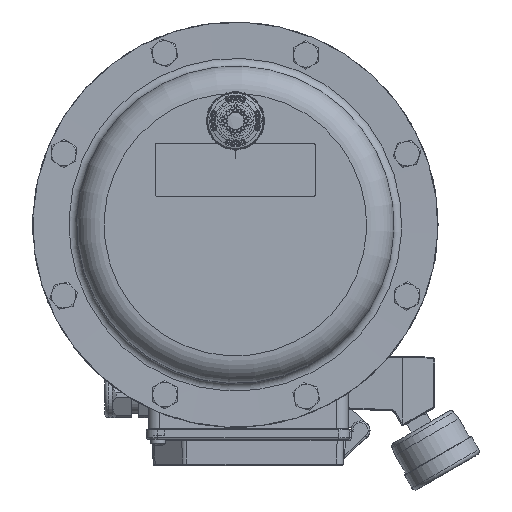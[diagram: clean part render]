
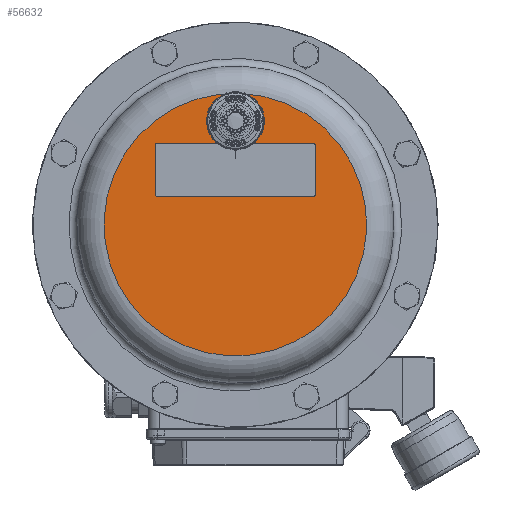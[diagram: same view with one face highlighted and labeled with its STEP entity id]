
A CAD part, top view. The second image highlights one B-rep face of the part: STEP entity #56632.
In plain terms, the highlighted planar face has unit normal (0, 0, 1).
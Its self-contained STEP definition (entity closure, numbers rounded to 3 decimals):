
#4626=FACE_BOUND('',#9086,.T.);
#4627=FACE_BOUND('',#9087,.T.);
#5733=FACE_OUTER_BOUND('',#9085,.T.);
#9085=EDGE_LOOP('',(#39486));
#9086=EDGE_LOOP('',(#39487,#39488,#39489,#39490,#39491,#39492,#39493,#39494));
#9087=EDGE_LOOP('',(#39495,#39496));
#12143=CIRCLE('',#59954,10.35);
#12215=CIRCLE('',#60054,69.65);
#12488=CIRCLE('',#60681,1.);
#12489=CIRCLE('',#60684,1.);
#12490=CIRCLE('',#60687,1.);
#12491=CIRCLE('',#60690,1.);
#12492=CIRCLE('',#60740,10.35);
#14909=LINE('',#96815,#18127);
#14913=LINE('',#96824,#18131);
#14916=LINE('',#96832,#18134);
#14919=LINE('',#96840,#18137);
#18127=VECTOR('',#68638,1000.);
#18131=VECTOR('',#68648,1000.);
#18134=VECTOR('',#68657,1000.);
#18137=VECTOR('',#68666,1000.);
#21753=VERTEX_POINT('',#92966);
#21754=VERTEX_POINT('',#92967);
#21842=VERTEX_POINT('',#93557);
#22400=VERTEX_POINT('',#96813);
#22401=VERTEX_POINT('',#96814);
#22402=VERTEX_POINT('',#96819);
#22403=VERTEX_POINT('',#96823);
#22404=VERTEX_POINT('',#96827);
#22405=VERTEX_POINT('',#96831);
#22406=VERTEX_POINT('',#96835);
#22407=VERTEX_POINT('',#96839);
#27518=EDGE_CURVE('',#21753,#21754,#12143,.T.);
#27638=EDGE_CURVE('',#21842,#21842,#12215,.T.);
#28531=EDGE_CURVE('',#22400,#22401,#14909,.T.);
#28534=EDGE_CURVE('',#22401,#22402,#12488,.T.);
#28536=EDGE_CURVE('',#22402,#22403,#14913,.T.);
#28538=EDGE_CURVE('',#22403,#22404,#12489,.T.);
#28540=EDGE_CURVE('',#22404,#22405,#14916,.T.);
#28542=EDGE_CURVE('',#22405,#22406,#12490,.T.);
#28544=EDGE_CURVE('',#22406,#22407,#14919,.T.);
#28546=EDGE_CURVE('',#22407,#22400,#12491,.T.);
#28619=EDGE_CURVE('',#21754,#21753,#12492,.T.);
#39486=ORIENTED_EDGE('',*,*,#27638,.F.);
#39487=ORIENTED_EDGE('',*,*,#28546,.F.);
#39488=ORIENTED_EDGE('',*,*,#28544,.F.);
#39489=ORIENTED_EDGE('',*,*,#28542,.F.);
#39490=ORIENTED_EDGE('',*,*,#28540,.F.);
#39491=ORIENTED_EDGE('',*,*,#28538,.F.);
#39492=ORIENTED_EDGE('',*,*,#28536,.F.);
#39493=ORIENTED_EDGE('',*,*,#28534,.F.);
#39494=ORIENTED_EDGE('',*,*,#28531,.F.);
#39495=ORIENTED_EDGE('',*,*,#28619,.T.);
#39496=ORIENTED_EDGE('',*,*,#27518,.T.);
#51579=PLANE('',#60739);
#56632=ADVANCED_FACE('',(#5733,#4626,#4627),#51579,.F.);
#59954=AXIS2_PLACEMENT_3D('',#92968,#66907,#66908);
#60054=AXIS2_PLACEMENT_3D('',#93559,#67134,#67135);
#60681=AXIS2_PLACEMENT_3D('',#96820,#68643,#68644);
#60684=AXIS2_PLACEMENT_3D('',#96828,#68652,#68653);
#60687=AXIS2_PLACEMENT_3D('',#96836,#68661,#68662);
#60690=AXIS2_PLACEMENT_3D('',#96843,#68670,#68671);
#60739=AXIS2_PLACEMENT_3D('',#96988,#68840,#68841);
#60740=AXIS2_PLACEMENT_3D('',#96989,#68842,#68843);
#66907=DIRECTION('center_axis',(0.,0.,
-1.));
#66908=DIRECTION('ref_axis',(-0.924,0.383,0.));
#67134=DIRECTION('center_axis',(0.,0.,
-1.));
#67135=DIRECTION('ref_axis',(-0.924,0.383,0.));
#68638=DIRECTION('',(0.001,1.,0.));
#68643=DIRECTION('center_axis',(0.,0.,
1.));
#68644=DIRECTION('ref_axis',(-0.001,-1.,0.));
#68648=DIRECTION('',(-1.,0.001,0.));
#68652=DIRECTION('center_axis',(0.,0.,
1.));
#68653=DIRECTION('ref_axis',(-0.001,-1.,0.));
#68657=DIRECTION('',(-0.001,-1.,0.));
#68661=DIRECTION('center_axis',(0.,0.,
1.));
#68662=DIRECTION('ref_axis',(-0.001,-1.,0.));
#68666=DIRECTION('',(1.,-0.001,0.));
#68670=DIRECTION('center_axis',(0.,0.,
1.));
#68671=DIRECTION('ref_axis',(-0.001,-1.,0.));
#68840=DIRECTION('center_axis',(0.,0.,
-1.));
#68841=DIRECTION('ref_axis',(-0.924,0.383,0.));
#68842=DIRECTION('center_axis',(0.,0.,
-1.));
#68843=DIRECTION('ref_axis',(-0.924,0.383,0.));
#92966=CARTESIAN_POINT('',(0.055,65.35,300.));
#92967=CARTESIAN_POINT('',(0.038,44.65,300.));
#92968=CARTESIAN_POINT('Origin',(0.046,55.,300.));
#93557=CARTESIAN_POINT('',(64.326,-26.708,300.));
#93559=CARTESIAN_POINT('Origin',(0.,0.,
300.));
#96813=CARTESIAN_POINT('',(42.514,15.964,300.));
#96814=CARTESIAN_POINT('',(42.535,41.964,300.));
#96815=CARTESIAN_POINT('',(42.514,15.964,300.));
#96819=CARTESIAN_POINT('',(41.536,42.965,300.));
#96820=CARTESIAN_POINT('Origin',(41.535,41.965,300.));
#96823=CARTESIAN_POINT('',(-41.464,43.035,300.));
#96824=CARTESIAN_POINT('',(41.536,42.965,300.));
#96827=CARTESIAN_POINT('',(-42.464,42.036,300.));
#96828=CARTESIAN_POINT('Origin',(-41.464,42.035,300.));
#96831=CARTESIAN_POINT('',(-42.486,16.036,300.));
#96832=CARTESIAN_POINT('',(-42.486,16.036,300.));
#96835=CARTESIAN_POINT('',(-41.487,15.035,300.));
#96836=CARTESIAN_POINT('Origin',(-41.486,16.035,300.));
#96839=CARTESIAN_POINT('',(41.513,14.965,300.));
#96840=CARTESIAN_POINT('',(41.513,14.965,300.));
#96843=CARTESIAN_POINT('Origin',(41.514,15.965,300.));
#96988=CARTESIAN_POINT('Origin',(0.,0.,
300.));
#96989=CARTESIAN_POINT('Origin',(0.046,55.,300.));
